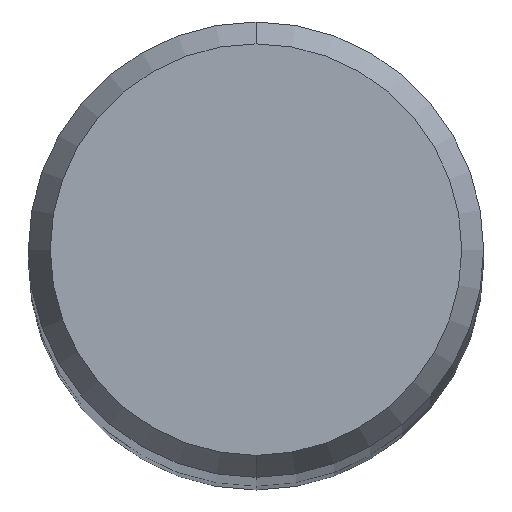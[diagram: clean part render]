
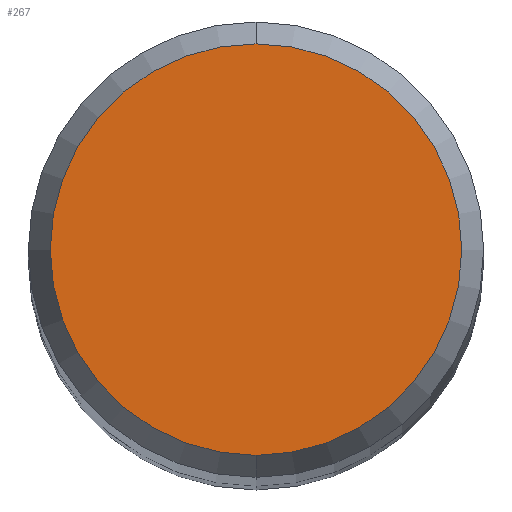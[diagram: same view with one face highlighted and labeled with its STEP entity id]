
A CAD part, top view. The second image highlights one B-rep face of the part: STEP entity #267.
In plain terms, the highlighted planar face has unit normal (0, 0, 1).
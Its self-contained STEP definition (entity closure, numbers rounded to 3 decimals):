
#195=EDGE_CURVE('',#199,#325,#449,.T.);
#199=VERTEX_POINT('',#453);
#267=ADVANCED_FACE('',(#529),#530,.T.);
#271=EDGE_CURVE('',#325,#199,#534,.T.);
#325=VERTEX_POINT('',#594);
#449=CIRCLE('',#775,2.152);
#453=CARTESIAN_POINT('',(0.,-2.152,0.0));
#529=FACE_OUTER_BOUND('',#917,.T.);
#530=PLANE('',#918);
#534=CIRCLE('',#950,2.152);
#594=CARTESIAN_POINT('',(0.0,2.152,0.0));
#775=AXIS2_PLACEMENT_3D('',#1249,#1250,#1251);
#917=EDGE_LOOP('',(#1352,#1353));
#918=AXIS2_PLACEMENT_3D('',#1354,#1355,#1356);
#950=AXIS2_PLACEMENT_3D('',#1357,#1358,#1359);
#1249=CARTESIAN_POINT('',(0.0,0.0,0.0));
#1250=DIRECTION('',(0.0,0.0,-1.0));
#1251=DIRECTION('',(0.0,1.0,0.0));
#1352=ORIENTED_EDGE('',*,*,#271,.F.);
#1353=ORIENTED_EDGE('',*,*,#195,.F.);
#1354=CARTESIAN_POINT('',(0.0,1.076,0.0));
#1355=DIRECTION('',(-0.0,0.0,1.0));
#1356=DIRECTION('',(0.0,-1.0,0.0));
#1357=CARTESIAN_POINT('',(0.0,0.0,0.0));
#1358=DIRECTION('',(0.0,0.0,-1.0));
#1359=DIRECTION('',(0.0,1.0,0.0));
